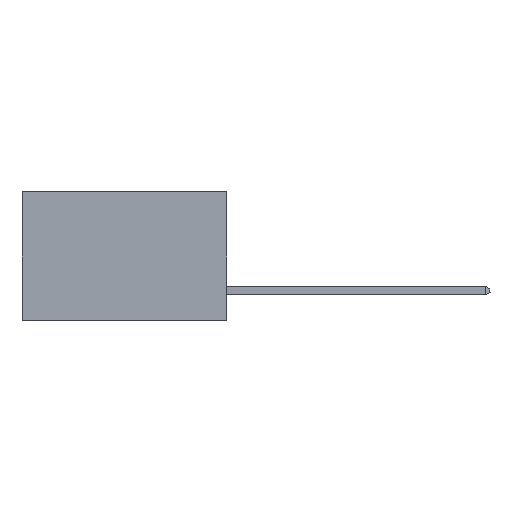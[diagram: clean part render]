
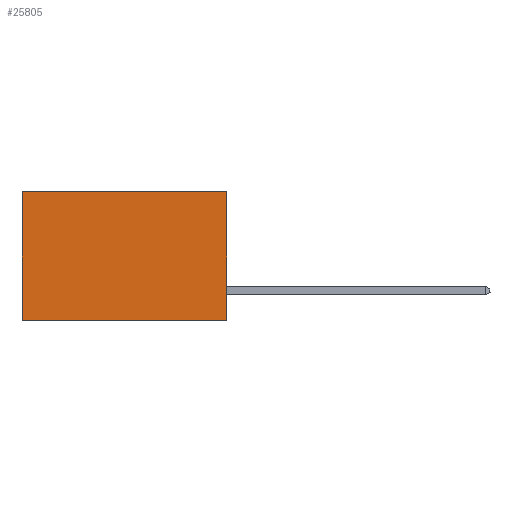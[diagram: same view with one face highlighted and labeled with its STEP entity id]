
A CAD part, left-side view. The second image highlights one B-rep face of the part: STEP entity #25805.
In plain terms, the highlighted planar face has unit normal (-1, 0, 0).
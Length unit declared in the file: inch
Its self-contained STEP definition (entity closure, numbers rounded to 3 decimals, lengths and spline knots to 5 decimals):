
#447 = DIRECTION ( 'NONE',  ( 0., 0., -1. ) ) ;
#1274 = CARTESIAN_POINT ( 'NONE',  ( 0.277, 0.59, -0.37 ) ) ;
#1829 = VECTOR ( 'NONE', #11124, 39.37008 ) ;
#3489 = DIRECTION ( 'NONE',  ( 0., 1., 0. ) ) ;
#3560 = CARTESIAN_POINT ( 'NONE',  ( 0.277, 0., 0. ) ) ;
#4087 = LINE ( 'NONE', #19943, #1829 ) ;
#4911 = CARTESIAN_POINT ( 'NONE',  ( 0.277, 0., -0.37 ) ) ;
#4934 = PLANE ( 'NONE',  #28261 ) ;
#4944 = EDGE_CURVE ( 'NONE', #20583, #15516, #14043, .T. ) ;
#6617 = EDGE_CURVE ( 'NONE', #15516, #14485, #21675, .T. ) ;
#8984 = VERTEX_POINT ( 'NONE', #9340 ) ;
#9340 = CARTESIAN_POINT ( 'NONE',  ( 0.277, 0., -0.37 ) ) ;
#9797 = CARTESIAN_POINT ( 'NONE',  ( 0.277, 0.59, 0. ) ) ;
#11124 = DIRECTION ( 'NONE',  ( 0., 0., -1. ) ) ;
#12297 = EDGE_LOOP ( 'NONE', ( #19406, #27828, #26722, #20052 ) ) ;
#13635 = VECTOR ( 'NONE', #14794, 39.37008 ) ;
#14043 = LINE ( 'NONE', #3560, #18539 ) ;
#14084 = DIRECTION ( 'NONE',  ( 1., 0., 0. ) ) ;
#14485 = VERTEX_POINT ( 'NONE', #1274 ) ;
#14794 = DIRECTION ( 'NONE',  ( 0., 0., -1. ) ) ;
#15516 = VERTEX_POINT ( 'NONE', #9797 ) ;
#15542 = LINE ( 'NONE', #4911, #22176 ) ;
#18066 = EDGE_CURVE ( 'NONE', #20583, #8984, #4087, .T. ) ;
#18468 = FACE_OUTER_BOUND ( 'NONE', #12297, .T. ) ;
#18539 = VECTOR ( 'NONE', #3489, 39.37008 ) ;
#19214 = CARTESIAN_POINT ( 'NONE',  ( 0.277, 0.59, -0.37 ) ) ;
#19406 = ORIENTED_EDGE ( 'NONE', *, *, #6617, .T. ) ;
#19943 = CARTESIAN_POINT ( 'NONE',  ( 0.277, 0., -0.37 ) ) ;
#20052 = ORIENTED_EDGE ( 'NONE', *, *, #4944, .T. ) ;
#20583 = VERTEX_POINT ( 'NONE', #26134 ) ;
#20709 = DIRECTION ( 'NONE',  ( 0., 1., 0. ) ) ;
#21675 = LINE ( 'NONE', #19214, #13635 ) ;
#22176 = VECTOR ( 'NONE', #20709, 39.37008 ) ;
#22948 = CARTESIAN_POINT ( 'NONE',  ( 0.277, 0., -0.37 ) ) ;
#25805 = ADVANCED_FACE ( 'NONE', ( #18468 ), #4934, .F. ) ;
#26134 = CARTESIAN_POINT ( 'NONE',  ( 0.277, 0., 0. ) ) ;
#26722 = ORIENTED_EDGE ( 'NONE', *, *, #18066, .F. ) ;
#27828 = ORIENTED_EDGE ( 'NONE', *, *, #28420, .F. ) ;
#28261 = AXIS2_PLACEMENT_3D ( 'NONE', #22948, #14084, #447 ) ;
#28420 = EDGE_CURVE ( 'NONE', #8984, #14485, #15542, .T. ) ;
